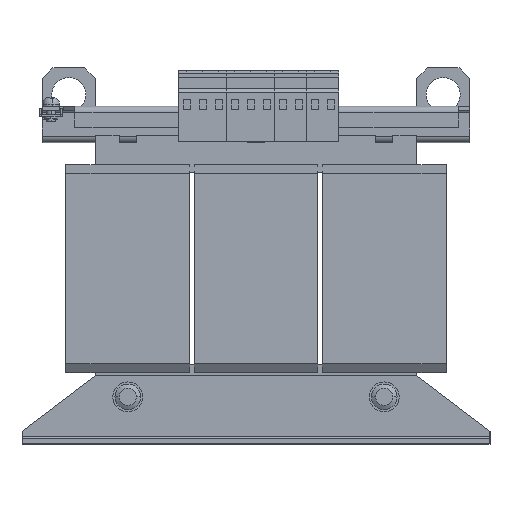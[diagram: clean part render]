
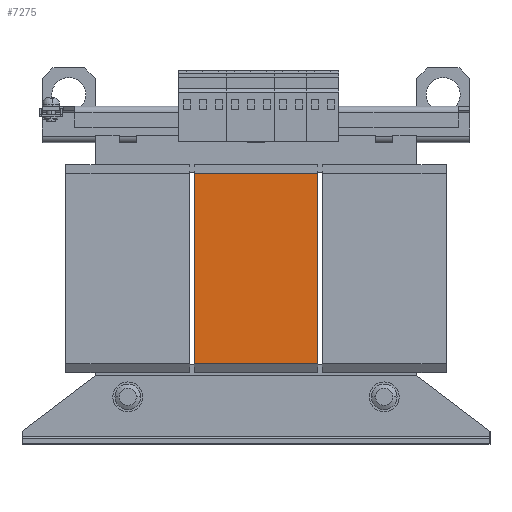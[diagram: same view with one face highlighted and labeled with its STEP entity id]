
A CAD part, top view. The second image highlights one B-rep face of the part: STEP entity #7275.
In plain terms, the highlighted planar face has unit normal (0, 0, 1).
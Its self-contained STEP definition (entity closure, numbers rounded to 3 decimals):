
#176 = VECTOR ( 'NONE', #3516, 1000. ) ;
#237 = VECTOR ( 'NONE', #14907, 1000. ) ;
#346 = DIRECTION ( 'NONE',  ( 0., -1., 0. ) ) ;
#1755 = CARTESIAN_POINT ( 'NONE',  ( 29., -44.5, 33.45 ) ) ;
#1784 = CARTESIAN_POINT ( 'NONE',  ( 29., -44.5, 33.45 ) ) ;
#2474 = EDGE_LOOP ( 'NONE', ( #11449, #10404, #14952, #10125 ) ) ;
#3065 = FACE_OUTER_BOUND ( 'NONE', #2474, .T. ) ;
#3398 = VERTEX_POINT ( 'NONE', #5796 ) ;
#3516 = DIRECTION ( 'NONE',  ( -1., 0., 0. ) ) ;
#3897 = LINE ( 'NONE', #11801, #176 ) ;
#4782 = DIRECTION ( 'NONE',  ( 0., 0., -1. ) ) ;
#5180 = VERTEX_POINT ( 'NONE', #1784 ) ;
#5796 = CARTESIAN_POINT ( 'NONE',  ( -29., -44.5, 33.45 ) ) ;
#7275 = ADVANCED_FACE ( 'NONE', ( #3065 ), #7589, .F. ) ;
#7373 = EDGE_CURVE ( 'NONE', #14412, #3398, #13378, .T. ) ;
#7589 = PLANE ( 'NONE',  #18107 ) ;
#7704 = CARTESIAN_POINT ( 'NONE',  ( 29., -44.5, 33.45 ) ) ;
#8792 = CARTESIAN_POINT ( 'NONE',  ( 29., 44.5, 33.45 ) ) ;
#10125 = ORIENTED_EDGE ( 'NONE', *, *, #13343, .T. ) ;
#10404 = ORIENTED_EDGE ( 'NONE', *, *, #16873, .F. ) ;
#11449 = ORIENTED_EDGE ( 'NONE', *, *, #7373, .T. ) ;
#11480 = EDGE_CURVE ( 'NONE', #14758, #5180, #16777, .T. ) ;
#11801 = CARTESIAN_POINT ( 'NONE',  ( 29., -44.5, 33.45 ) ) ;
#12968 = VECTOR ( 'NONE', #17264, 1000. ) ;
#13343 = EDGE_CURVE ( 'NONE', #14758, #14412, #18010, .T. ) ;
#13378 = LINE ( 'NONE', #17784, #237 ) ;
#14412 = VERTEX_POINT ( 'NONE', #15453 ) ;
#14758 = VERTEX_POINT ( 'NONE', #17641 ) ;
#14907 = DIRECTION ( 'NONE',  ( 0., -1., 0. ) ) ;
#14952 = ORIENTED_EDGE ( 'NONE', *, *, #11480, .F. ) ;
#15453 = CARTESIAN_POINT ( 'NONE',  ( -29., 44.5, 33.45 ) ) ;
#15946 = DIRECTION ( 'NONE',  ( 0., 1., 0. ) ) ;
#16777 = LINE ( 'NONE', #1755, #17860 ) ;
#16873 = EDGE_CURVE ( 'NONE', #5180, #3398, #3897, .T. ) ;
#17264 = DIRECTION ( 'NONE',  ( -1., 0., 0. ) ) ;
#17641 = CARTESIAN_POINT ( 'NONE',  ( 29., 44.5, 33.45 ) ) ;
#17784 = CARTESIAN_POINT ( 'NONE',  ( -29., -44.5, 33.45 ) ) ;
#17860 = VECTOR ( 'NONE', #346, 1000. ) ;
#18010 = LINE ( 'NONE', #8792, #12968 ) ;
#18107 = AXIS2_PLACEMENT_3D ( 'NONE', #7704, #4782, #15946 ) ;
